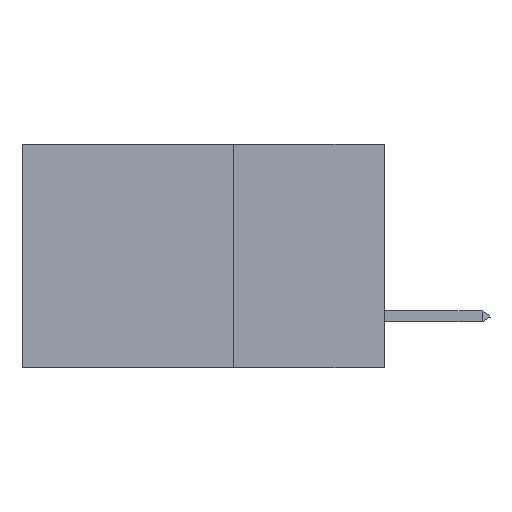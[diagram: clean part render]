
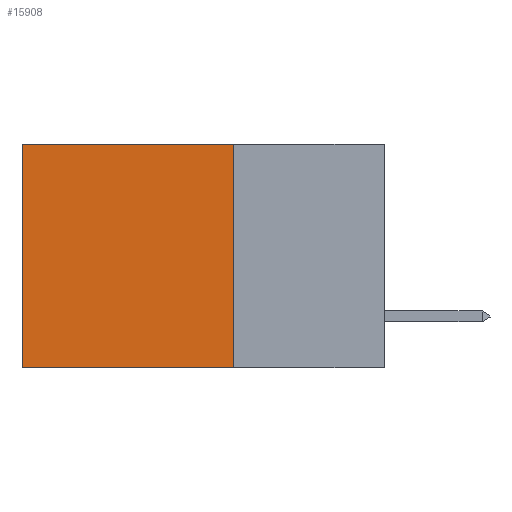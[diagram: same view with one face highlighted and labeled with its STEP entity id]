
A CAD part, left-side view. The second image highlights one B-rep face of the part: STEP entity #15908.
In plain terms, the highlighted planar face has unit normal (-1, 0, 0).
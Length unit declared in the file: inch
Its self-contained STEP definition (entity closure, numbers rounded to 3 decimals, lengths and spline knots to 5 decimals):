
#146 = LINE ( 'NONE', #19144, #23235 ) ;
#2049 = VECTOR ( 'NONE', #18743, 39.37008 ) ;
#4429 = LINE ( 'NONE', #43637, #5625 ) ;
#5380 = FACE_OUTER_BOUND ( 'NONE', #33191, .T. ) ;
#5440 = DIRECTION ( 'NONE',  ( 0., 1., 0. ) ) ;
#5625 = VECTOR ( 'NONE', #5440, 39.37008 ) ;
#8043 = CARTESIAN_POINT ( 'NONE',  ( 0.2875, 0.25, -0.37 ) ) ;
#8230 = ORIENTED_EDGE ( 'NONE', *, *, #43895, .F. ) ;
#9241 = CARTESIAN_POINT ( 'NONE',  ( 0.2875, 0.25, 0. ) ) ;
#10053 = VECTOR ( 'NONE', #26221, 39.37008 ) ;
#10082 = EDGE_CURVE ( 'NONE', #22148, #16001, #146, .T. ) ;
#12635 = DIRECTION ( 'NONE',  ( 0., 0., -1. ) ) ;
#13278 = LINE ( 'NONE', #44400, #2049 ) ;
#14960 = ORIENTED_EDGE ( 'NONE', *, *, #10082, .T. ) ;
#15047 = CARTESIAN_POINT ( 'NONE',  ( 0.2875, 0.6, -0.37 ) ) ;
#15908 = ADVANCED_FACE ( 'NONE', ( #5380 ), #34214, .F. ) ;
#16001 = VERTEX_POINT ( 'NONE', #31697 ) ;
#18743 = DIRECTION ( 'NONE',  ( 0., 0., -1. ) ) ;
#19144 = CARTESIAN_POINT ( 'NONE',  ( 0.2875, 0.25, 0. ) ) ;
#19304 = DIRECTION ( 'NONE',  ( 0., 1., 0. ) ) ;
#21483 = ORIENTED_EDGE ( 'NONE', *, *, #39642, .T. ) ;
#22148 = VERTEX_POINT ( 'NONE', #9241 ) ;
#23235 = VECTOR ( 'NONE', #19304, 39.37008 ) ;
#24873 = EDGE_CURVE ( 'NONE', #45059, #40598, #4429, .T. ) ;
#25758 = LINE ( 'NONE', #30329, #10053 ) ;
#26221 = DIRECTION ( 'NONE',  ( 0., 0., -1. ) ) ;
#30329 = CARTESIAN_POINT ( 'NONE',  ( 0.2875, 0.6, 0. ) ) ;
#30437 = CARTESIAN_POINT ( 'NONE',  ( 0.2875, 0.25, 0. ) ) ;
#31697 = CARTESIAN_POINT ( 'NONE',  ( 0.2875, 0.6, 0. ) ) ;
#33191 = EDGE_LOOP ( 'NONE', ( #21483, #36589, #8230, #14960 ) ) ;
#34214 = PLANE ( 'NONE',  #40875 ) ;
#36589 = ORIENTED_EDGE ( 'NONE', *, *, #24873, .F. ) ;
#37991 = DIRECTION ( 'NONE',  ( 1., 0., 0. ) ) ;
#39642 = EDGE_CURVE ( 'NONE', #16001, #40598, #25758, .T. ) ;
#40598 = VERTEX_POINT ( 'NONE', #15047 ) ;
#40875 = AXIS2_PLACEMENT_3D ( 'NONE', #30437, #37991, #12635 ) ;
#43637 = CARTESIAN_POINT ( 'NONE',  ( 0.2875, 0.25, -0.37 ) ) ;
#43895 = EDGE_CURVE ( 'NONE', #22148, #45059, #13278, .T. ) ;
#44400 = CARTESIAN_POINT ( 'NONE',  ( 0.2875, 0.25, 0. ) ) ;
#45059 = VERTEX_POINT ( 'NONE', #8043 ) ;
